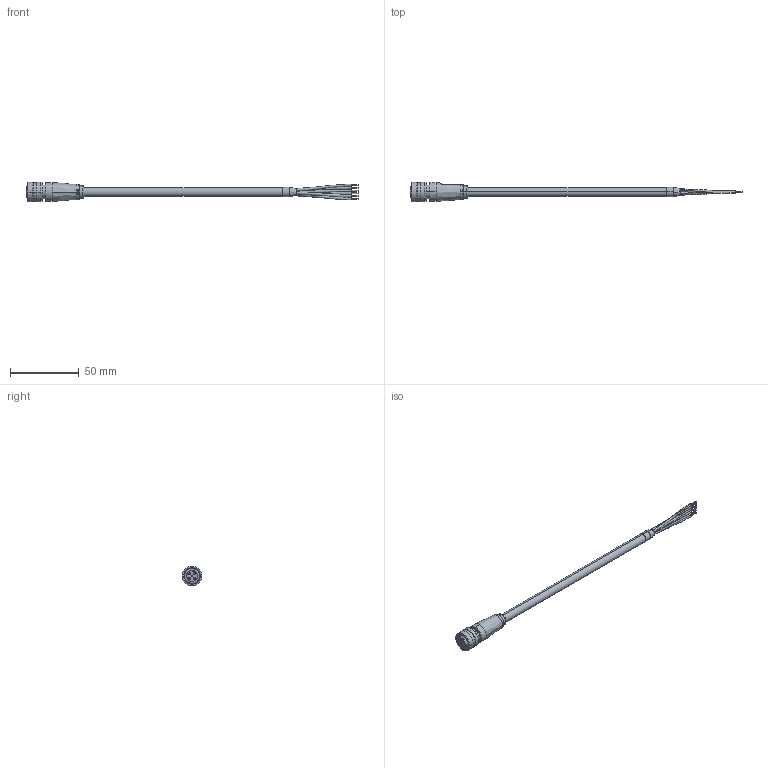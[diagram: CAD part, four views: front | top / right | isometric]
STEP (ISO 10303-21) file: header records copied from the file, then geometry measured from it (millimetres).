
FILE_DESCRIPTION (( 'STEP AP214' ), '1' );
FILE_NAME ('10-05681.STEP', '2023-09-25T21:41:42', ( '' ), ( '' ), 'SwSTEP 2.0', 'SolidWorks 2021', '' );
FILE_SCHEMA (( 'AUTOMOTIVE_DESIGN' ));
Length unit declared in the file: millimetre
Products named in the file (9): 50-01032-03___; 50-01032-05___; 50-01032___; 50-01032-04___; 50-01032-01___; 24-00349_Wire O6.8 mm; 30-01586_M12 (50 with 5mm tinned); 50-01032-02_Step; 10-05681
Assembly tree (12 placements, depth 3):
  10-05681
    24-00349_Wire O6.8 mm
    50-01032___
      50-01032-01___
      50-01032-02_Step
      50-01032-03___  x5
      50-01032-04___
      50-01032-05___
    30-01586_M12 (50 with 5mm tinned)
Bounding box: 242 x 14.5 x 14.5 mm (x, y, z)
Volume: 10849.7 mm3; surface area: 48410.4 mm2
Topology: 232 solids, 232 shells, 1998 faces, 4331 edges, 2826 vertices
Faces by surface type: cylinder 1080, plane 656, torus 109, bspline 90, cone 63
Entity records: 62421 total; most frequent: CARTESIAN_POINT 12528, DIRECTION 8498, ORIENTED_EDGE 6920, AXIS2_PLACEMENT_3D 3648, EDGE_CURVE 3460, VERTEX_POINT 2282, EDGE_LOOP 2124, CIRCLE 2040
